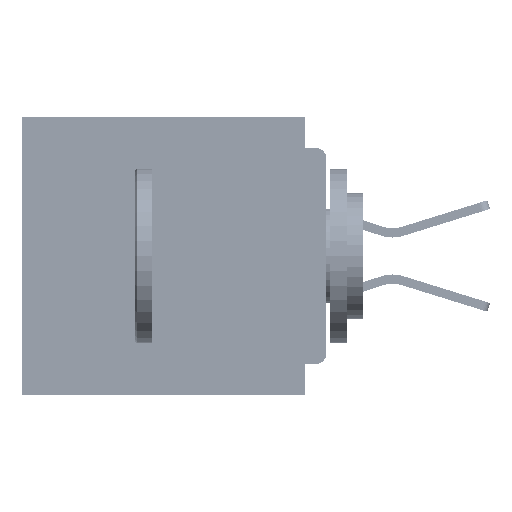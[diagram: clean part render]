
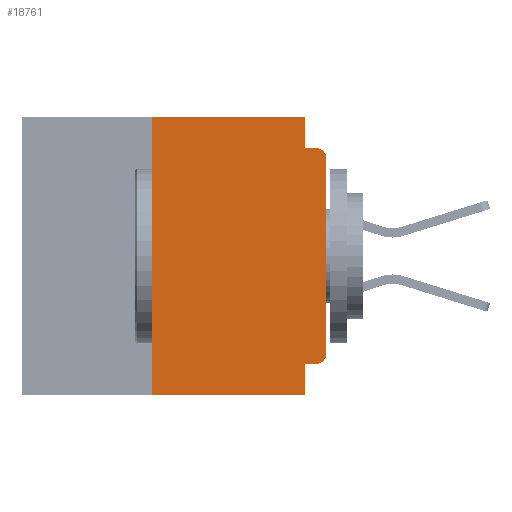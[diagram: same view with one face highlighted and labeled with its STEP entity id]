
A CAD part, left-side view. The second image highlights one B-rep face of the part: STEP entity #18761.
In plain terms, the highlighted planar face has unit normal (-1, 0, 0).
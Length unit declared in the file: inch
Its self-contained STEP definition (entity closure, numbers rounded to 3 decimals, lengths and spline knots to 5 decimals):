
#1827 = CARTESIAN_POINT ( 'NONE',  ( 0., 0.437, 0. ) ) ;
#2610 = VERTEX_POINT ( 'NONE', #29874 ) ;
#3070 = ORIENTED_EDGE ( 'NONE', *, *, #60715, .F. ) ;
#3345 = DIRECTION ( 'NONE',  ( 0., 0., 1. ) ) ;
#5049 = DIRECTION ( 'NONE',  ( -1., 0., 0. ) ) ;
#5165 = EDGE_CURVE ( 'NONE', #50005, #50512, #59375, .T. ) ;
#5330 = CARTESIAN_POINT ( 'NONE',  ( 0., 0., -0.06 ) ) ;
#6376 = CARTESIAN_POINT ( 'NONE',  ( 0., 0.015, -0.355 ) ) ;
#6709 = DIRECTION ( 'NONE',  ( 1., 0., 0. ) ) ;
#7956 = DIRECTION ( 'NONE',  ( 0., -1., 0. ) ) ;
#9784 = CARTESIAN_POINT ( 'NONE',  ( 0., 0.25, 0. ) ) ;
#9798 = DIRECTION ( 'NONE',  ( -1., 0., 0. ) ) ;
#10650 = LINE ( 'NONE', #57906, #25101 ) ;
#11204 = CIRCLE ( 'NONE', #17376, 0.015 ) ;
#11815 = CIRCLE ( 'NONE', #46330, 0.015 ) ;
#12358 = EDGE_CURVE ( 'NONE', #41355, #52765, #62006, .T. ) ;
#12878 = CARTESIAN_POINT ( 'NONE',  ( 0., 0., 0. ) ) ;
#13000 = LINE ( 'NONE', #41836, #24397 ) ;
#13897 = LINE ( 'NONE', #46168, #26814 ) ;
#14021 = EDGE_LOOP ( 'NONE', ( #22141, #38179, #3070, #15207, #60482, #38049, #39633, #39230, #36509, #31243 ) ) ;
#14607 = EDGE_CURVE ( 'NONE', #50512, #51503, #11204, .T. ) ;
#15207 = ORIENTED_EDGE ( 'NONE', *, *, #12358, .F. ) ;
#15654 = EDGE_CURVE ( 'NONE', #56919, #50005, #11815, .T. ) ;
#16173 = VECTOR ( 'NONE', #53859, 39.37008 ) ;
#17376 = AXIS2_PLACEMENT_3D ( 'NONE', #38984, #9798, #43805 ) ;
#18300 = EDGE_CURVE ( 'NONE', #40361, #41355, #13000, .T. ) ;
#18761 = ADVANCED_FACE ( 'NONE', ( #53194 ), #30929, .F. ) ;
#20149 = CARTESIAN_POINT ( 'NONE',  ( 0., 0.031, 0. ) ) ;
#22141 = ORIENTED_EDGE ( 'NONE', *, *, #5165, .T. ) ;
#22593 = CARTESIAN_POINT ( 'NONE',  ( 0., 0.015, -0.045 ) ) ;
#22892 = CARTESIAN_POINT ( 'NONE',  ( 0., 0.031, -0.045 ) ) ;
#24397 = VECTOR ( 'NONE', #46927, 39.37008 ) ;
#24423 = EDGE_CURVE ( 'NONE', #48156, #61392, #10650, .T. ) ;
#25101 = VECTOR ( 'NONE', #28873, 39.37008 ) ;
#26814 = VECTOR ( 'NONE', #51018, 39.37008 ) ;
#28873 = DIRECTION ( 'NONE',  ( 0., -1., 0. ) ) ;
#29697 = CARTESIAN_POINT ( 'NONE',  ( 0., 0.031, -0.4 ) ) ;
#29874 = CARTESIAN_POINT ( 'NONE',  ( 0., 0.031, -0.355 ) ) ;
#30128 = EDGE_CURVE ( 'NONE', #56919, #2610, #62316, .T. ) ;
#30929 = PLANE ( 'NONE',  #53379 ) ;
#31243 = ORIENTED_EDGE ( 'NONE', *, *, #15654, .T. ) ;
#31503 = CARTESIAN_POINT ( 'NONE',  ( 0., 0.031, 0. ) ) ;
#32112 = VECTOR ( 'NONE', #7956, 39.37008 ) ;
#34167 = CARTESIAN_POINT ( 'NONE',  ( 0., 0.015, -0.34 ) ) ;
#35182 = VECTOR ( 'NONE', #3345, 39.37008 ) ;
#36341 = VECTOR ( 'NONE', #36428, 39.37008 ) ;
#36428 = DIRECTION ( 'NONE',  ( 0., 0., -1. ) ) ;
#36509 = ORIENTED_EDGE ( 'NONE', *, *, #30128, .F. ) ;
#36720 = LINE ( 'NONE', #56553, #32112 ) ;
#38049 = ORIENTED_EDGE ( 'NONE', *, *, #44619, .F. ) ;
#38179 = ORIENTED_EDGE ( 'NONE', *, *, #14607, .T. ) ;
#38984 = CARTESIAN_POINT ( 'NONE',  ( 0., 0.015, -0.06 ) ) ;
#39090 = DIRECTION ( 'NONE',  ( 0., 0., -1. ) ) ;
#39230 = ORIENTED_EDGE ( 'NONE', *, *, #60341, .F. ) ;
#39633 = ORIENTED_EDGE ( 'NONE', *, *, #24423, .T. ) ;
#40361 = VERTEX_POINT ( 'NONE', #9784 ) ;
#40733 = DIRECTION ( 'NONE',  ( 0., 0., -1. ) ) ;
#41355 = VERTEX_POINT ( 'NONE', #20149 ) ;
#41836 = CARTESIAN_POINT ( 'NONE',  ( 0., 0.437, 0. ) ) ;
#43805 = DIRECTION ( 'NONE',  ( 0., 0., -1. ) ) ;
#44619 = EDGE_CURVE ( 'NONE', #48156, #40361, #13897, .T. ) ;
#46168 = CARTESIAN_POINT ( 'NONE',  ( 0., 0.25, -0.4 ) ) ;
#46330 = AXIS2_PLACEMENT_3D ( 'NONE', #34167, #5049, #39090 ) ;
#46759 = CARTESIAN_POINT ( 'NONE',  ( 0., 0., -0.34 ) ) ;
#46927 = DIRECTION ( 'NONE',  ( 0., -1., 0. ) ) ;
#46979 = CARTESIAN_POINT ( 'NONE',  ( 0., 0.25, -0.4 ) ) ;
#47205 = CARTESIAN_POINT ( 'NONE',  ( 0., 0.031, -0.4 ) ) ;
#48156 = VERTEX_POINT ( 'NONE', #46979 ) ;
#49729 = CARTESIAN_POINT ( 'NONE',  ( 0., 0., -0.355 ) ) ;
#50005 = VERTEX_POINT ( 'NONE', #46759 ) ;
#50512 = VERTEX_POINT ( 'NONE', #5330 ) ;
#51018 = DIRECTION ( 'NONE',  ( 0., 0., 1. ) ) ;
#51503 = VERTEX_POINT ( 'NONE', #22593 ) ;
#52765 = VERTEX_POINT ( 'NONE', #22892 ) ;
#53194 = FACE_OUTER_BOUND ( 'NONE', #14021, .T. ) ;
#53379 = AXIS2_PLACEMENT_3D ( 'NONE', #1827, #6709, #40733 ) ;
#53859 = DIRECTION ( 'NONE',  ( 0., 0., -1. ) ) ;
#54569 = DIRECTION ( 'NONE',  ( 0., 1., 0. ) ) ;
#56412 = LINE ( 'NONE', #29697, #16173 ) ;
#56553 = CARTESIAN_POINT ( 'NONE',  ( 0., 0., -0.045 ) ) ;
#56919 = VERTEX_POINT ( 'NONE', #6376 ) ;
#57906 = CARTESIAN_POINT ( 'NONE',  ( 0., 0.437, -0.4 ) ) ;
#59375 = LINE ( 'NONE', #12878, #35182 ) ;
#60341 = EDGE_CURVE ( 'NONE', #2610, #61392, #56412, .T. ) ;
#60482 = ORIENTED_EDGE ( 'NONE', *, *, #18300, .F. ) ;
#60715 = EDGE_CURVE ( 'NONE', #52765, #51503, #36720, .T. ) ;
#60818 = VECTOR ( 'NONE', #54569, 39.37008 ) ;
#61392 = VERTEX_POINT ( 'NONE', #47205 ) ;
#62006 = LINE ( 'NONE', #31503, #36341 ) ;
#62316 = LINE ( 'NONE', #49729, #60818 ) ;
